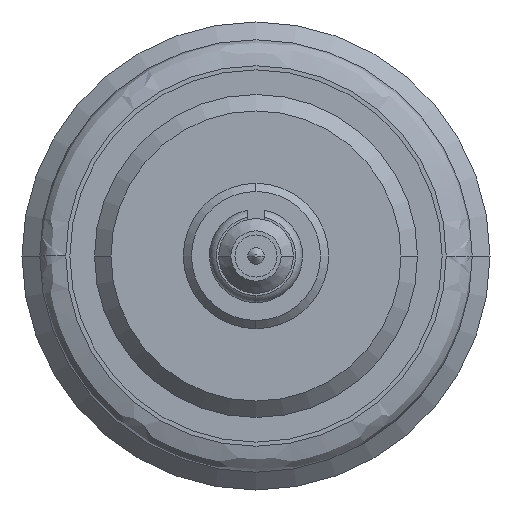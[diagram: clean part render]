
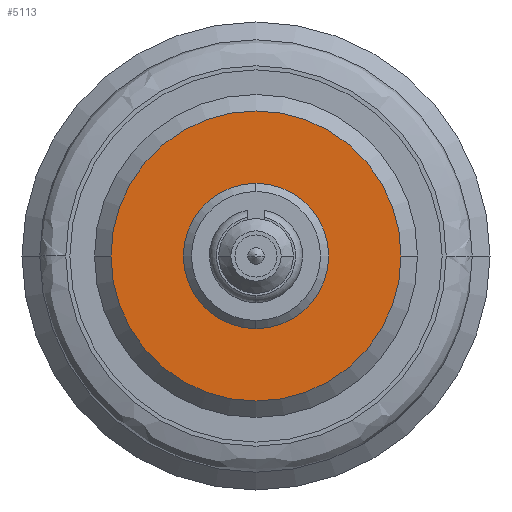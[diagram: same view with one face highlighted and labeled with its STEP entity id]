
A CAD part, left-side view. The second image highlights one B-rep face of the part: STEP entity #5113.
In plain terms, the highlighted face is planar.
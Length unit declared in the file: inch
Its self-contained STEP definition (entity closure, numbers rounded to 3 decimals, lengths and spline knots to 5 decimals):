
#100 = CARTESIAN_POINT ( 'NONE',  ( 0.95378, 0., -0.17667 ) ) ;
#749 = ORIENTED_EDGE ( 'NONE', *, *, #1761, .T. ) ;
#836 = VERTEX_POINT ( 'NONE', #100 ) ;
#1047 = DIRECTION ( 'NONE',  ( 1., 0., 0. ) ) ;
#1190 = AXIS2_PLACEMENT_3D ( 'NONE', #2940, #3130, #6029 ) ;
#1219 = PLANE ( 'NONE',  #8758 ) ;
#1423 = EDGE_CURVE ( 'NONE', #836, #8798, #2440, .T. ) ;
#1482 = CARTESIAN_POINT ( 'NONE',  ( 0.95378, 0., 0.17667 ) ) ;
#1761 = EDGE_CURVE ( 'NONE', #8798, #836, #7361, .T. ) ;
#2295 = VERTEX_POINT ( 'NONE', #8726 ) ;
#2440 = CIRCLE ( 'NONE', #6426, 0.17667 ) ;
#2940 = CARTESIAN_POINT ( 'NONE',  ( 0.95378, 0., 0. ) ) ;
#3130 = DIRECTION ( 'NONE',  ( 1., 0., 0. ) ) ;
#3639 = EDGE_CURVE ( 'NONE', #2295, #6383, #6006, .T. ) ;
#3969 = ORIENTED_EDGE ( 'NONE', *, *, #1423, .T. ) ;
#4061 = CARTESIAN_POINT ( 'NONE',  ( 0.95378, 0., 0. ) ) ;
#4095 = DIRECTION ( 'NONE',  ( -1., 0., 0. ) ) ;
#4264 = ORIENTED_EDGE ( 'NONE', *, *, #3639, .F. ) ;
#4281 = CARTESIAN_POINT ( 'NONE',  ( 0.95378, 0., 0. ) ) ;
#4433 = AXIS2_PLACEMENT_3D ( 'NONE', #4061, #8689, #9270 ) ;
#4537 = ORIENTED_EDGE ( 'NONE', *, *, #5701, .F. ) ;
#4754 = CARTESIAN_POINT ( 'NONE',  ( 0.95378, 0., 0. ) ) ;
#5113 = ADVANCED_FACE ( 'NONE', ( #5415, #8346 ), #1219, .F. ) ;
#5415 = FACE_BOUND ( 'NONE', #7055, .T. ) ;
#5460 = DIRECTION ( 'NONE',  ( 0., 0., 1. ) ) ;
#5701 = EDGE_CURVE ( 'NONE', #6383, #2295, #6574, .T. ) ;
#6006 = CIRCLE ( 'NONE', #9542, 0.053 ) ;
#6029 = DIRECTION ( 'NONE',  ( 0., 0., 1. ) ) ;
#6383 = VERTEX_POINT ( 'NONE', #8794 ) ;
#6426 = AXIS2_PLACEMENT_3D ( 'NONE', #4281, #9341, #8763 ) ;
#6556 = EDGE_LOOP ( 'NONE', ( #749, #3969 ) ) ;
#6574 = CIRCLE ( 'NONE', #1190, 0.053 ) ;
#7033 = CARTESIAN_POINT ( 'NONE',  ( 0.95378, -0.28473, -0.30029 ) ) ;
#7055 = EDGE_LOOP ( 'NONE', ( #4537, #4264 ) ) ;
#7361 = CIRCLE ( 'NONE', #4433, 0.17667 ) ;
#7593 = DIRECTION ( 'NONE',  ( 0., 0., 1. ) ) ;
#8346 = FACE_OUTER_BOUND ( 'NONE', #6556, .T. ) ;
#8689 = DIRECTION ( 'NONE',  ( 1., 0., 0. ) ) ;
#8726 = CARTESIAN_POINT ( 'NONE',  ( 0.95378, 0., -0.053 ) ) ;
#8758 = AXIS2_PLACEMENT_3D ( 'NONE', #7033, #4095, #5460 ) ;
#8763 = DIRECTION ( 'NONE',  ( 0., 0., 1. ) ) ;
#8794 = CARTESIAN_POINT ( 'NONE',  ( 0.95378, 0., 0.053 ) ) ;
#8798 = VERTEX_POINT ( 'NONE', #1482 ) ;
#9270 = DIRECTION ( 'NONE',  ( 0., 0., 1. ) ) ;
#9341 = DIRECTION ( 'NONE',  ( 1., 0., 0. ) ) ;
#9542 = AXIS2_PLACEMENT_3D ( 'NONE', #4754, #1047, #7593 ) ;
